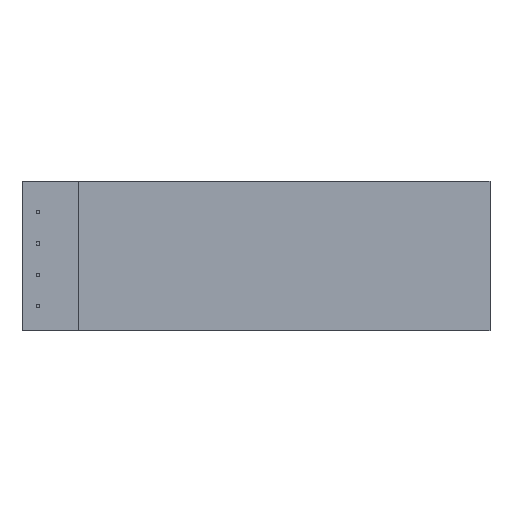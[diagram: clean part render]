
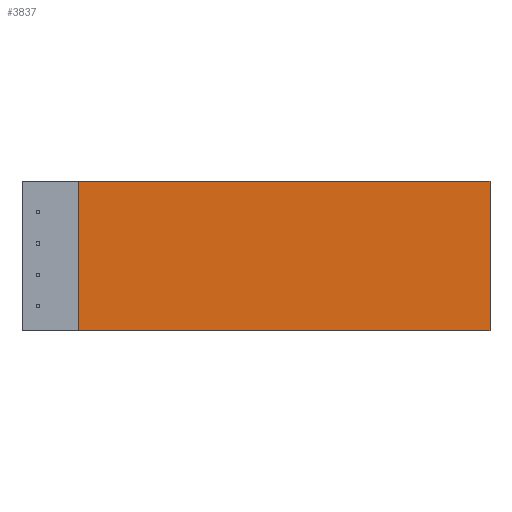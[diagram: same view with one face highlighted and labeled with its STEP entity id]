
A CAD part, top view. The second image highlights one B-rep face of the part: STEP entity #3837.
In plain terms, the highlighted planar face has unit normal (0, 0, 1).
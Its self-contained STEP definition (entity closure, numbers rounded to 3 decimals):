
#100 = PLANE('',#101);
#101 = AXIS2_PLACEMENT_3D('',#102,#103,#104);
#102 = CARTESIAN_POINT('',(18.75,6.,1.4));
#103 = DIRECTION('',(0.,-1.,0.));
#104 = DIRECTION('',(-1.,0.,0.));
#481 = PLANE('',#482);
#482 = AXIS2_PLACEMENT_3D('',#483,#484,#485);
#483 = CARTESIAN_POINT('',(18.75,-6.,1.4));
#484 = DIRECTION('',(-1.,0.,0.));
#485 = DIRECTION('',(0.,1.,0.));
#1032 = PLANE('',#1033);
#1033 = AXIS2_PLACEMENT_3D('',#1034,#1035,#1036);
#1034 = CARTESIAN_POINT('',(-14.25,6.,1.4));
#1035 = DIRECTION('',(1.,0.,0.));
#1036 = DIRECTION('',(0.,-1.,0.));
#1525 = VERTEX_POINT('',#1526);
#1526 = CARTESIAN_POINT('',(18.75,6.,2.9));
#1547 = EDGE_CURVE('',#1525,#1548,#1550,.T.);
#1548 = VERTEX_POINT('',#1549);
#1549 = CARTESIAN_POINT('',(-14.25,6.,2.9));
#1550 = SURFACE_CURVE('',#1551,(#1555,#1562),.PCURVE_S1.);
#1551 = LINE('',#1552,#1553);
#1552 = CARTESIAN_POINT('',(18.75,6.,2.9));
#1553 = VECTOR('',#1554,1.);
#1554 = DIRECTION('',(-1.,0.,0.));
#1555 = PCURVE('',#100,#1556);
#1556 = DEFINITIONAL_REPRESENTATION('',(#1557),#1561);
#1557 = LINE('',#1558,#1559);
#1558 = CARTESIAN_POINT('',(0.,-1.5));
#1559 = VECTOR('',#1560,1.);
#1560 = DIRECTION('',(1.,0.));
#1561 = ( GEOMETRIC_REPRESENTATION_CONTEXT(2) 
PARAMETRIC_REPRESENTATION_CONTEXT() REPRESENTATION_CONTEXT('2D SPACE',''
  ) );
#1562 = PCURVE('',#1563,#1568);
#1563 = PLANE('',#1564);
#1564 = AXIS2_PLACEMENT_3D('',#1565,#1566,#1567);
#1565 = CARTESIAN_POINT('',(2.25,0.,2.9));
#1566 = DIRECTION('',(0.,0.,1.));
#1567 = DIRECTION('',(1.,0.,0.));
#1568 = DEFINITIONAL_REPRESENTATION('',(#1569),#1573);
#1569 = LINE('',#1570,#1571);
#1570 = CARTESIAN_POINT('',(16.5,6.));
#1571 = VECTOR('',#1572,1.);
#1572 = DIRECTION('',(-1.,0.));
#1573 = ( GEOMETRIC_REPRESENTATION_CONTEXT(2) 
PARAMETRIC_REPRESENTATION_CONTEXT() REPRESENTATION_CONTEXT('2D SPACE',''
  ) );
#1615 = PLANE('',#1616);
#1616 = AXIS2_PLACEMENT_3D('',#1617,#1618,#1619);
#1617 = CARTESIAN_POINT('',(-14.25,-6.,1.4));
#1618 = DIRECTION('',(0.,1.,0.));
#1619 = DIRECTION('',(1.,0.,0.));
#2112 = VERTEX_POINT('',#2113);
#2113 = CARTESIAN_POINT('',(18.75,-6.,2.9));
#2134 = EDGE_CURVE('',#2112,#1525,#2135,.T.);
#2135 = SURFACE_CURVE('',#2136,(#2140,#2147),.PCURVE_S1.);
#2136 = LINE('',#2137,#2138);
#2137 = CARTESIAN_POINT('',(18.75,-6.,2.9));
#2138 = VECTOR('',#2139,1.);
#2139 = DIRECTION('',(0.,1.,0.));
#2140 = PCURVE('',#481,#2141);
#2141 = DEFINITIONAL_REPRESENTATION('',(#2142),#2146);
#2142 = LINE('',#2143,#2144);
#2143 = CARTESIAN_POINT('',(0.,-1.5));
#2144 = VECTOR('',#2145,1.);
#2145 = DIRECTION('',(1.,0.));
#2146 = ( GEOMETRIC_REPRESENTATION_CONTEXT(2) 
PARAMETRIC_REPRESENTATION_CONTEXT() REPRESENTATION_CONTEXT('2D SPACE',''
  ) );
#2147 = PCURVE('',#1563,#2148);
#2148 = DEFINITIONAL_REPRESENTATION('',(#2149),#2153);
#2149 = LINE('',#2150,#2151);
#2150 = CARTESIAN_POINT('',(16.5,-6.));
#2151 = VECTOR('',#2152,1.);
#2152 = DIRECTION('',(0.,1.));
#2153 = ( GEOMETRIC_REPRESENTATION_CONTEXT(2) 
PARAMETRIC_REPRESENTATION_CONTEXT() REPRESENTATION_CONTEXT('2D SPACE',''
  ) );
#2989 = EDGE_CURVE('',#1548,#2990,#2992,.T.);
#2990 = VERTEX_POINT('',#2991);
#2991 = CARTESIAN_POINT('',(-14.25,-6.,2.9));
#2992 = SURFACE_CURVE('',#2993,(#2997,#3004),.PCURVE_S1.);
#2993 = LINE('',#2994,#2995);
#2994 = CARTESIAN_POINT('',(-14.25,6.,2.9));
#2995 = VECTOR('',#2996,1.);
#2996 = DIRECTION('',(0.,-1.,0.));
#2997 = PCURVE('',#1032,#2998);
#2998 = DEFINITIONAL_REPRESENTATION('',(#2999),#3003);
#2999 = LINE('',#3000,#3001);
#3000 = CARTESIAN_POINT('',(0.,-1.5));
#3001 = VECTOR('',#3002,1.);
#3002 = DIRECTION('',(1.,0.));
#3003 = ( GEOMETRIC_REPRESENTATION_CONTEXT(2) 
PARAMETRIC_REPRESENTATION_CONTEXT() REPRESENTATION_CONTEXT('2D SPACE',''
  ) );
#3004 = PCURVE('',#1563,#3005);
#3005 = DEFINITIONAL_REPRESENTATION('',(#3006),#3010);
#3006 = LINE('',#3007,#3008);
#3007 = CARTESIAN_POINT('',(-16.5,6.));
#3008 = VECTOR('',#3009,1.);
#3009 = DIRECTION('',(0.,-1.));
#3010 = ( GEOMETRIC_REPRESENTATION_CONTEXT(2) 
PARAMETRIC_REPRESENTATION_CONTEXT() REPRESENTATION_CONTEXT('2D SPACE',''
  ) );
#3837 = ADVANCED_FACE('',(#3838),#1563,.T.);
#3838 = FACE_BOUND('',#3839,.T.);
#3839 = EDGE_LOOP('',(#3840,#3861,#3862,#3863));
#3840 = ORIENTED_EDGE('',*,*,#3841,.T.);
#3841 = EDGE_CURVE('',#2990,#2112,#3842,.T.);
#3842 = SURFACE_CURVE('',#3843,(#3847,#3854),.PCURVE_S1.);
#3843 = LINE('',#3844,#3845);
#3844 = CARTESIAN_POINT('',(-14.25,-6.,2.9));
#3845 = VECTOR('',#3846,1.);
#3846 = DIRECTION('',(1.,0.,0.));
#3847 = PCURVE('',#1563,#3848);
#3848 = DEFINITIONAL_REPRESENTATION('',(#3849),#3853);
#3849 = LINE('',#3850,#3851);
#3850 = CARTESIAN_POINT('',(-16.5,-6.));
#3851 = VECTOR('',#3852,1.);
#3852 = DIRECTION('',(1.,0.));
#3853 = ( GEOMETRIC_REPRESENTATION_CONTEXT(2) 
PARAMETRIC_REPRESENTATION_CONTEXT() REPRESENTATION_CONTEXT('2D SPACE',''
  ) );
#3854 = PCURVE('',#1615,#3855);
#3855 = DEFINITIONAL_REPRESENTATION('',(#3856),#3860);
#3856 = LINE('',#3857,#3858);
#3857 = CARTESIAN_POINT('',(0.,-1.5));
#3858 = VECTOR('',#3859,1.);
#3859 = DIRECTION('',(1.,0.));
#3860 = ( GEOMETRIC_REPRESENTATION_CONTEXT(2) 
PARAMETRIC_REPRESENTATION_CONTEXT() REPRESENTATION_CONTEXT('2D SPACE',''
  ) );
#3861 = ORIENTED_EDGE('',*,*,#2134,.T.);
#3862 = ORIENTED_EDGE('',*,*,#1547,.T.);
#3863 = ORIENTED_EDGE('',*,*,#2989,.T.);
